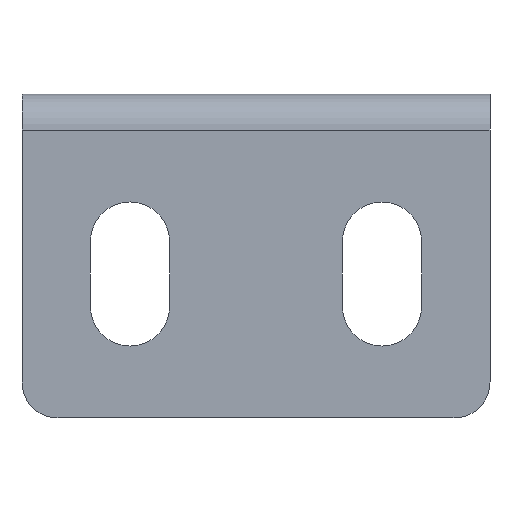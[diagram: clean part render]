
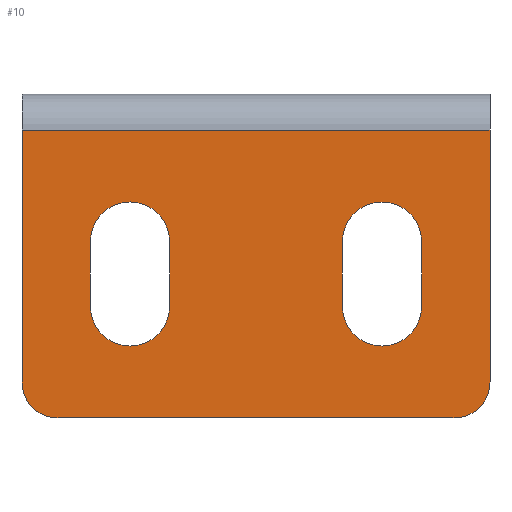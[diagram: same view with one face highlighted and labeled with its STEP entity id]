
A CAD part, front view. The second image highlights one B-rep face of the part: STEP entity #10.
In plain terms, the highlighted planar face has unit normal (0, -1, 0).
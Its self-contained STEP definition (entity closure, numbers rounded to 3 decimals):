
#5 = CARTESIAN_POINT ( 'NONE',  ( 50., 0., -20.5 ) ) ;
#10 = ADVANCED_FACE ( 'NONE', ( #1106, #454, #1115 ), #838, .F. ) ;
#16 = ORIENTED_EDGE ( 'NONE', *, *, #1043, .T. ) ;
#19 = DIRECTION ( 'NONE',  ( 0., 0., 1. ) ) ;
#22 = DIRECTION ( 'NONE',  ( 0., 0., 1. ) ) ;
#32 = CARTESIAN_POINT ( 'NONE',  ( 65., 0., -45. ) ) ;
#38 = EDGE_CURVE ( 'NONE', #746, #594, #862, .T. ) ;
#41 = DIRECTION ( 'NONE',  ( 0., 0., -1. ) ) ;
#48 = AXIS2_PLACEMENT_3D ( 'NONE', #1087, #247, #1170 ) ;
#57 = VERTEX_POINT ( 'NONE', #172 ) ;
#62 = VECTOR ( 'NONE', #1044, 1000. ) ;
#63 = EDGE_CURVE ( 'NONE', #914, #796, #918, .T. ) ;
#66 = ORIENTED_EDGE ( 'NONE', *, *, #38, .T. ) ;
#69 = CARTESIAN_POINT ( 'NONE',  ( 15., 0., -20.5 ) ) ;
#82 = DIRECTION ( 'NONE',  ( -1., 0., 0. ) ) ;
#85 = CARTESIAN_POINT ( 'NONE',  ( 44.5, 0., -20.5 ) ) ;
#88 = DIRECTION ( 'NONE',  ( 0., 1., 0. ) ) ;
#91 = CARTESIAN_POINT ( 'NONE',  ( 20.5, 0., -20.5 ) ) ;
#94 = EDGE_LOOP ( 'NONE', ( #210, #972, #118, #233, #222 ) ) ;
#100 = DIRECTION ( 'NONE',  ( 0., 1., 0. ) ) ;
#108 = EDGE_CURVE ( 'NONE', #746, #1193, #1142, .T. ) ;
#118 = ORIENTED_EDGE ( 'NONE', *, *, #544, .T. ) ;
#124 = VECTOR ( 'NONE', #642, 1000. ) ;
#126 = DIRECTION ( 'NONE',  ( 0., 1., 0. ) ) ;
#139 = ORIENTED_EDGE ( 'NONE', *, *, #1065, .T. ) ;
#140 = VECTOR ( 'NONE', #82, 1000. ) ;
#141 = VERTEX_POINT ( 'NONE', #1056 ) ;
#153 = DIRECTION ( 'NONE',  ( 0., 1., 0. ) ) ;
#161 = VECTOR ( 'NONE', #581, 1000. ) ;
#167 = ORIENTED_EDGE ( 'NONE', *, *, #283, .T. ) ;
#168 = VERTEX_POINT ( 'NONE', #320 ) ;
#172 = CARTESIAN_POINT ( 'NONE',  ( 55.5, 0., -29.5 ) ) ;
#210 = ORIENTED_EDGE ( 'NONE', *, *, #953, .T. ) ;
#222 = ORIENTED_EDGE ( 'NONE', *, *, #913, .T. ) ;
#226 = CARTESIAN_POINT ( 'NONE',  ( 5., 0., -45. ) ) ;
#231 = DIRECTION ( 'NONE',  ( 0., 0., 1. ) ) ;
#233 = ORIENTED_EDGE ( 'NONE', *, *, #481, .T. ) ;
#247 = DIRECTION ( 'NONE',  ( 0., -1., 0. ) ) ;
#276 = CARTESIAN_POINT ( 'NONE',  ( 55.5, 0., 0. ) ) ;
#280 = DIRECTION ( 'NONE',  ( 0., -1., 0. ) ) ;
#283 = EDGE_CURVE ( 'NONE', #336, #1180, #920, .T. ) ;
#285 = CARTESIAN_POINT ( 'NONE',  ( 9.5, 0., -29.5 ) ) ;
#297 = CARTESIAN_POINT ( 'NONE',  ( 0., 0., -40. ) ) ;
#307 = DIRECTION ( 'NONE',  ( 0., 0., 1. ) ) ;
#320 = CARTESIAN_POINT ( 'NONE',  ( 55.5, 0., -20.5 ) ) ;
#322 = CIRCLE ( 'NONE', #1083, 5.5 ) ;
#327 = CARTESIAN_POINT ( 'NONE',  ( 0., 0., -5. ) ) ;
#336 = VERTEX_POINT ( 'NONE', #424 ) ;
#342 = VECTOR ( 'NONE', #41, 1000. ) ;
#360 = LINE ( 'NONE', #1197, #1114 ) ;
#367 = CARTESIAN_POINT ( 'NONE',  ( 60., 0., -40. ) ) ;
#377 = EDGE_CURVE ( 'NONE', #1033, #1193, #1092, .T. ) ;
#379 = DIRECTION ( 'NONE',  ( 0., 1., 0. ) ) ;
#386 = LINE ( 'NONE', #1130, #664 ) ;
#389 = CARTESIAN_POINT ( 'NONE',  ( 9.5, 0., 0. ) ) ;
#410 = VERTEX_POINT ( 'NONE', #91 ) ;
#412 = AXIS2_PLACEMENT_3D ( 'NONE', #852, #88, #824 ) ;
#422 = ORIENTED_EDGE ( 'NONE', *, *, #1078, .T. ) ;
#424 = CARTESIAN_POINT ( 'NONE',  ( 9.5, 0., -20.5 ) ) ;
#435 = AXIS2_PLACEMENT_3D ( 'NONE', #730, #1018, #931 ) ;
#452 = CARTESIAN_POINT ( 'NONE',  ( 65., 0., 0. ) ) ;
#454 = FACE_BOUND ( 'NONE', #94, .T. ) ;
#462 = VERTEX_POINT ( 'NONE', #285 ) ;
#477 = LINE ( 'NONE', #452, #889 ) ;
#481 = EDGE_CURVE ( 'NONE', #898, #732, #845, .T. ) ;
#508 = EDGE_CURVE ( 'NONE', #914, #594, #477, .T. ) ;
#523 = ORIENTED_EDGE ( 'NONE', *, *, #108, .F. ) ;
#526 = EDGE_CURVE ( 'NONE', #410, #808, #360, .T. ) ;
#544 = EDGE_CURVE ( 'NONE', #141, #898, #386, .T. ) ;
#545 = AXIS2_PLACEMENT_3D ( 'NONE', #367, #280, #1036 ) ;
#571 = CARTESIAN_POINT ( 'NONE',  ( 0., 0., 0. ) ) ;
#581 = DIRECTION ( 'NONE',  ( 0., 0., 1. ) ) ;
#587 = CARTESIAN_POINT ( 'NONE',  ( 15., 0., -20.5 ) ) ;
#594 = VERTEX_POINT ( 'NONE', #1146 ) ;
#614 = EDGE_CURVE ( 'NONE', #808, #462, #987, .T. ) ;
#618 = CARTESIAN_POINT ( 'NONE',  ( 20.5, 0., -29.5 ) ) ;
#641 = CIRCLE ( 'NONE', #435, 5.5 ) ;
#642 = DIRECTION ( 'NONE',  ( 0., 0., -1. ) ) ;
#651 = DIRECTION ( 'NONE',  ( 0., 0., 1. ) ) ;
#652 = EDGE_LOOP ( 'NONE', ( #1117, #653, #16, #167, #422 ) ) ;
#653 = ORIENTED_EDGE ( 'NONE', *, *, #614, .T. ) ;
#657 = CARTESIAN_POINT ( 'NONE',  ( 15., 0., -29.5 ) ) ;
#664 = VECTOR ( 'NONE', #307, 1000. ) ;
#699 = ORIENTED_EDGE ( 'NONE', *, *, #63, .T. ) ;
#730 = CARTESIAN_POINT ( 'NONE',  ( 50., 0., -20.5 ) ) ;
#732 = VERTEX_POINT ( 'NONE', #1168 ) ;
#746 = VERTEX_POINT ( 'NONE', #803 ) ;
#796 = VERTEX_POINT ( 'NONE', #327 ) ;
#803 = CARTESIAN_POINT ( 'NONE',  ( 60., 0., -45. ) ) ;
#808 = VERTEX_POINT ( 'NONE', #618 ) ;
#809 = CIRCLE ( 'NONE', #892, 5.5 ) ;
#824 = DIRECTION ( 'NONE',  ( 0., 0., 1. ) ) ;
#834 = LINE ( 'NONE', #276, #124 ) ;
#838 = PLANE ( 'NONE',  #412 ) ;
#845 = CIRCLE ( 'NONE', #867, 5.5 ) ;
#848 = DIRECTION ( 'NONE',  ( 0., 0., 1. ) ) ;
#852 = CARTESIAN_POINT ( 'NONE',  ( 65., 0., 0. ) ) ;
#862 = CIRCLE ( 'NONE', #545, 5. ) ;
#867 = AXIS2_PLACEMENT_3D ( 'NONE', #5, #379, #651 ) ;
#888 = EDGE_LOOP ( 'NONE', ( #139, #1161, #523, #66, #1184, #699 ) ) ;
#889 = VECTOR ( 'NONE', #924, 1000. ) ;
#892 = AXIS2_PLACEMENT_3D ( 'NONE', #1145, #126, #848 ) ;
#898 = VERTEX_POINT ( 'NONE', #85 ) ;
#913 = EDGE_CURVE ( 'NONE', #732, #168, #641, .T. ) ;
#914 = VERTEX_POINT ( 'NONE', #1006 ) ;
#918 = LINE ( 'NONE', #934, #140 ) ;
#920 = CIRCLE ( 'NONE', #1152, 5.5 ) ;
#924 = DIRECTION ( 'NONE',  ( 0., 0., -1. ) ) ;
#931 = DIRECTION ( 'NONE',  ( 0., 0., 1. ) ) ;
#934 = CARTESIAN_POINT ( 'NONE',  ( 65., 0., -5. ) ) ;
#943 = DIRECTION ( 'NONE',  ( 0., 0., -1. ) ) ;
#953 = EDGE_CURVE ( 'NONE', #168, #57, #834, .T. ) ;
#972 = ORIENTED_EDGE ( 'NONE', *, *, #1096, .T. ) ;
#987 = CIRCLE ( 'NONE', #1138, 5.5 ) ;
#1006 = CARTESIAN_POINT ( 'NONE',  ( 65., 0., -5. ) ) ;
#1018 = DIRECTION ( 'NONE',  ( 0., 1., 0. ) ) ;
#1033 = VERTEX_POINT ( 'NONE', #297 ) ;
#1036 = DIRECTION ( 'NONE',  ( 0., 0., 1. ) ) ;
#1039 = LINE ( 'NONE', #389, #161 ) ;
#1042 = DIRECTION ( 'NONE',  ( 0., 1., 0. ) ) ;
#1043 = EDGE_CURVE ( 'NONE', #462, #336, #1039, .T. ) ;
#1044 = DIRECTION ( 'NONE',  ( -1., 0., 0. ) ) ;
#1047 = LINE ( 'NONE', #571, #342 ) ;
#1056 = CARTESIAN_POINT ( 'NONE',  ( 44.5, 0., -29.5 ) ) ;
#1065 = EDGE_CURVE ( 'NONE', #796, #1033, #1047, .T. ) ;
#1078 = EDGE_CURVE ( 'NONE', #1180, #410, #322, .T. ) ;
#1083 = AXIS2_PLACEMENT_3D ( 'NONE', #587, #100, #19 ) ;
#1087 = CARTESIAN_POINT ( 'NONE',  ( 5., 0., -40. ) ) ;
#1092 = CIRCLE ( 'NONE', #48, 5. ) ;
#1096 = EDGE_CURVE ( 'NONE', #57, #141, #809, .T. ) ;
#1106 = FACE_BOUND ( 'NONE', #652, .T. ) ;
#1114 = VECTOR ( 'NONE', #943, 1000. ) ;
#1115 = FACE_OUTER_BOUND ( 'NONE', #888, .T. ) ;
#1117 = ORIENTED_EDGE ( 'NONE', *, *, #526, .T. ) ;
#1130 = CARTESIAN_POINT ( 'NONE',  ( 44.5, 0., 0. ) ) ;
#1138 = AXIS2_PLACEMENT_3D ( 'NONE', #657, #1042, #22 ) ;
#1142 = LINE ( 'NONE', #32, #62 ) ;
#1145 = CARTESIAN_POINT ( 'NONE',  ( 50., 0., -29.5 ) ) ;
#1146 = CARTESIAN_POINT ( 'NONE',  ( 65., 0., -40. ) ) ;
#1152 = AXIS2_PLACEMENT_3D ( 'NONE', #69, #153, #231 ) ;
#1154 = CARTESIAN_POINT ( 'NONE',  ( 15., 0., -15. ) ) ;
#1161 = ORIENTED_EDGE ( 'NONE', *, *, #377, .T. ) ;
#1168 = CARTESIAN_POINT ( 'NONE',  ( 50., 0., -15. ) ) ;
#1170 = DIRECTION ( 'NONE',  ( 0., 0., 1. ) ) ;
#1180 = VERTEX_POINT ( 'NONE', #1154 ) ;
#1184 = ORIENTED_EDGE ( 'NONE', *, *, #508, .F. ) ;
#1193 = VERTEX_POINT ( 'NONE', #226 ) ;
#1197 = CARTESIAN_POINT ( 'NONE',  ( 20.5, 0., 0. ) ) ;
